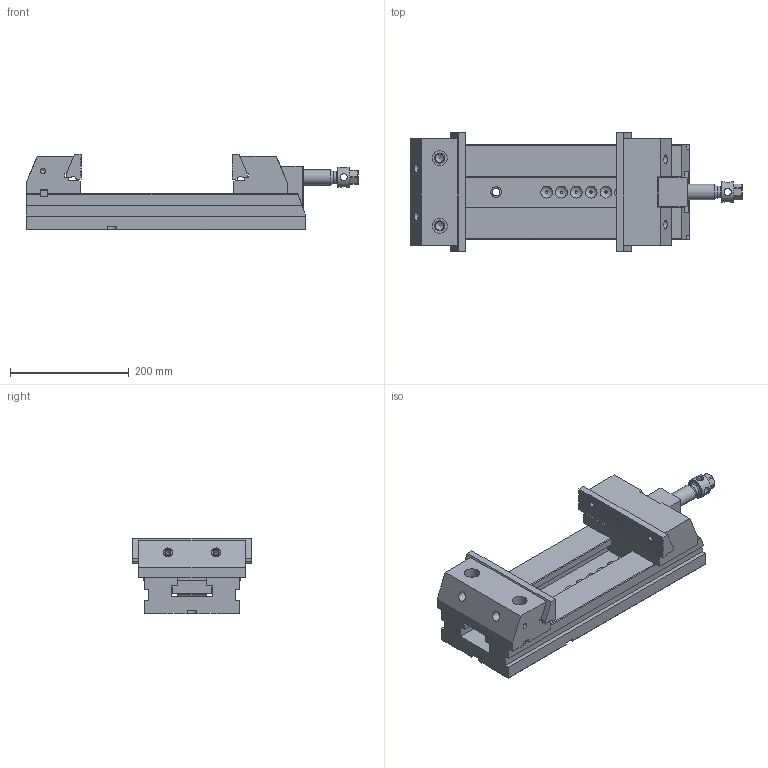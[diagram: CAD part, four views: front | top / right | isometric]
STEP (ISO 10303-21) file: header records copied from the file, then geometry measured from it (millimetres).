
FILE_DESCRIPTION(/* description */ (''),/* implementation_level */ '2;1');
FILE_NAME(/* name */ '30_200_Mordaza.stp',/* time_stamp */ '2013-11-04T08:43:44+01:00',/* author */ (''),/* organization */ (''),/* preprocessor_version */ 'ST-DEVELOPER v11',/* originating_system */ 'SIEMENS PLM Software NX 7.5',/* authorisation */ '');
FILE_SCHEMA (('CONFIG_CONTROL_DESIGN'));
Length unit declared in the file: millimetre
Products named in the file (1): 30_200_Mordaza
Bounding box: 559 x 200 x 126.95 mm (x, y, z)
Volume: 5533899.6 mm3; surface area: 591511.6 mm2
Topology: 12 solids, 12 shells, 483 faces, 1328 edges, 881 vertices
Faces by surface type: plane 288, cylinder 132, cone 42, bspline 10, torus 9, sphere 2
Full cylindrical faces by diameter (mm): 4.351 x1, 5.188 x5, 6.985 x4, 8.5 x4, 8.782 x6, 10 x4, 10.579 x3, 12 x4, 12.376 x2, 13 x5, 14.376 x2, 15 x6, 16 x2, 16.5 x1, 17 x2, 18 x2, 19 x3, 20 x3, 21.25 x1, 23 x2, 25 x2, 26 x1, 30 x2, 33.8 x1, 34 x3
Entity records: 15052 total; most frequent: CARTESIAN_POINT 3477, DIRECTION 2296, ORIENTED_EDGE 2230, EDGE_CURVE 1115, VERTEX_POINT 820, AXIS2_PLACEMENT_3D 775, LINE 746, VECTOR 746
